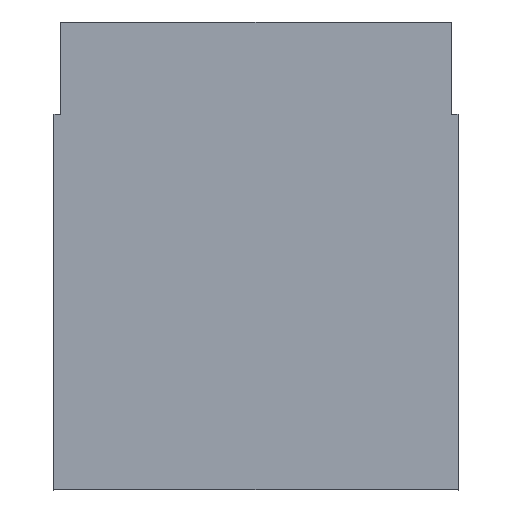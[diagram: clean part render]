
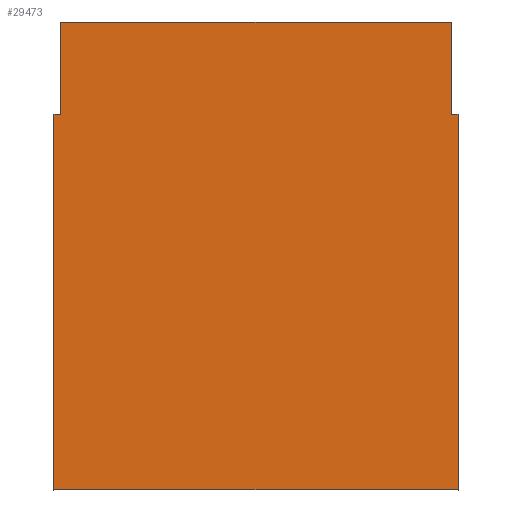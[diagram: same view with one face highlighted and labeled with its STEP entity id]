
A CAD part, top view. The second image highlights one B-rep face of the part: STEP entity #29473.
In plain terms, the highlighted free-form (B-spline) face has degree [1, 1] with [2, 2] control points.
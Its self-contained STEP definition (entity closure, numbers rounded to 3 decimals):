
#1103 = EDGE_CURVE ( 'NONE', #24362, #14276, #21096, .T. ) ;
#1372 = CARTESIAN_POINT ( 'NONE',  ( -7.5, -17.65, 5.7 ) ) ;
#1830 = CARTESIAN_POINT ( 'NONE',  ( 7.55, 0.05, 5.7 ) ) ;
#3895 = EDGE_LOOP ( 'NONE', ( #28114, #8712, #25306, #8788, #22617, #18864, #19768, #10790 ) ) ;
#4421 = EDGE_CURVE ( 'NONE', #24710, #13629, #9719, .T. ) ;
#5908 = CARTESIAN_POINT ( 'NONE',  ( 8.106, -18.106, 5.7 ) ) ;
#6128 = VERTEX_POINT ( 'NONE', #11201 ) ;
#6526 = EDGE_CURVE ( 'NONE', #6653, #13629, #7422, .T. ) ;
#6653 = VERTEX_POINT ( 'NONE', #21471 ) ;
#7422 = B_SPLINE_CURVE_WITH_KNOTS ( 'NONE', 1,
 ( #16353, #15754 ),
 .UNSPECIFIED., .F., .F.,
 ( 2, 2 ),
 ( 0., 1. ),
 .UNSPECIFIED. ) ;
#8712 = ORIENTED_EDGE ( 'NONE', *, *, #22573, .F. ) ;
#8788 = ORIENTED_EDGE ( 'NONE', *, *, #6526, .F. ) ;
#8902 = B_SPLINE_CURVE_WITH_KNOTS ( 'NONE', 1,
 ( #24610, #17651 ),
 .UNSPECIFIED., .F., .F.,
 ( 2, 2 ),
 ( 0., 1. ),
 .UNSPECIFIED. ) ;
#8901 = CARTESIAN_POINT ( 'NONE',  ( -7.806, -18.106, 5.7 ) ) ;
#9719 = B_SPLINE_CURVE_WITH_KNOTS ( 'NONE', 1,
 ( #13685, #11155 ),
 .UNSPECIFIED., .F., .F.,
 ( 2, 2 ),
 ( 0., 1. ),
 .UNSPECIFIED. ) ;
#9763 = CARTESIAN_POINT ( 'NONE',  ( 7.8, -17.65, 5.7 ) ) ;
#10355 = B_SPLINE_CURVE_WITH_KNOTS ( 'NONE', 1,
 ( #16285, #20828 ),
 .UNSPECIFIED., .F., .F.,
 ( 2, 2 ),
 ( 0., 1. ),
 .UNSPECIFIED. ) ;
#10717 = VERTEX_POINT ( 'NONE', #19757 ) ;
#10790 = ORIENTED_EDGE ( 'NONE', *, *, #19879, .T. ) ;
#10822 = B_SPLINE_CURVE_WITH_KNOTS ( 'NONE', 1,
 ( #23025, #25129 ),
 .UNSPECIFIED., .F., .F.,
 ( 2, 2 ),
 ( 0., 1. ),
 .UNSPECIFIED. ) ;
#11155 = CARTESIAN_POINT ( 'NONE',  ( -7.25, 0.05, 5.7 ) ) ;
#11201 = CARTESIAN_POINT ( 'NONE',  ( 7.55, -3.45, 5.7 ) ) ;
#13200 = CARTESIAN_POINT ( 'NONE',  ( 8.106, 0.406, 5.7 ) ) ;
#13629 = VERTEX_POINT ( 'NONE', #13838 ) ;
#13685 = CARTESIAN_POINT ( 'NONE',  ( -7.25, -3.45, 5.7 ) ) ;
#13838 = CARTESIAN_POINT ( 'NONE',  ( -7.25, 0.05, 5.7 ) ) ;
#14153 = CARTESIAN_POINT ( 'NONE',  ( -7.5, -3.45, 5.7 ) ) ;
#14256 = EDGE_CURVE ( 'NONE', #6653, #6128, #20308, .T. ) ;
#14276 = VERTEX_POINT ( 'NONE', #14153 ) ;
#14452 = CARTESIAN_POINT ( 'NONE',  ( -7.5, -17.65, 5.7 ) ) ;
#15754 = CARTESIAN_POINT ( 'NONE',  ( -7.25, 0.05, 5.7 ) ) ;
#16285 = CARTESIAN_POINT ( 'NONE',  ( 7.8, -17.65, 5.7 ) ) ;
#16353 = CARTESIAN_POINT ( 'NONE',  ( 7.55, 0.05, 5.7 ) ) ;
#16848 = FACE_OUTER_BOUND ( 'NONE', #3895, .T. ) ;
#16867 = CARTESIAN_POINT ( 'NONE',  ( -7.5, -3.45, 5.7 ) ) ;
#17651 = CARTESIAN_POINT ( 'NONE',  ( 7.55, -3.45, 5.7 ) ) ;
#18353 = CARTESIAN_POINT ( 'NONE',  ( -7.25, -3.45, 5.7 ) ) ;
#18864 = ORIENTED_EDGE ( 'NONE', *, *, #20498, .F. ) ;
#19365 = CARTESIAN_POINT ( 'NONE',  ( 7.8, -3.45, 5.7 ) ) ;
#19757 = CARTESIAN_POINT ( 'NONE',  ( 7.8, -17.65, 5.7 ) ) ;
#19768 = ORIENTED_EDGE ( 'NONE', *, *, #22676, .T. ) ;
#19822 = CARTESIAN_POINT ( 'NONE',  ( 7.8, -3.45, 5.7 ) ) ;
#19879 = EDGE_CURVE ( 'NONE', #10717, #24362, #10355, .T. ) ;
#20308 = B_SPLINE_CURVE_WITH_KNOTS ( 'NONE', 1,
 ( #1830, #27615 ),
 .UNSPECIFIED., .F., .F.,
 ( 2, 2 ),
 ( 0., 1. ),
 .UNSPECIFIED. ) ;
#20498 = EDGE_CURVE ( 'NONE', #26232, #6128, #8902, .T. ) ;
#20828 = CARTESIAN_POINT ( 'NONE',  ( -7.5, -17.65, 5.7 ) ) ;
#21096 = B_SPLINE_CURVE_WITH_KNOTS ( 'NONE', 1,
 ( #14452, #16867 ),
 .UNSPECIFIED., .F., .F.,
 ( 2, 2 ),
 ( 0.007, 1. ),
 .UNSPECIFIED. ) ;
#21471 = CARTESIAN_POINT ( 'NONE',  ( 7.55, 0.05, 5.7 ) ) ;
#22150 = CARTESIAN_POINT ( 'NONE',  ( -7.806, 0.406, 5.7 ) ) ;
#22573 = EDGE_CURVE ( 'NONE', #24710, #14276, #10822, .T. ) ;
#22617 = ORIENTED_EDGE ( 'NONE', *, *, #14256, .T. ) ;
#22676 = EDGE_CURVE ( 'NONE', #26232, #10717, #27020, .T. ) ;
#23025 = CARTESIAN_POINT ( 'NONE',  ( -7.25, -3.45, 5.7 ) ) ;
#24362 = VERTEX_POINT ( 'NONE', #1372 ) ;
#24610 = CARTESIAN_POINT ( 'NONE',  ( 7.8, -3.45, 5.7 ) ) ;
#24710 = VERTEX_POINT ( 'NONE', #18353 ) ;
#25129 = CARTESIAN_POINT ( 'NONE',  ( -7.5, -3.45, 5.7 ) ) ;
#25306 = ORIENTED_EDGE ( 'NONE', *, *, #4421, .T. ) ;
#26232 = VERTEX_POINT ( 'NONE', #19822 ) ;
#26905 = B_SPLINE_SURFACE_WITH_KNOTS ( 'NONE', 1, 1, ( 
 ( #5908, #13200 ),
 ( #8901, #22150 ) ),
 .UNSPECIFIED., .F., .F., .F.,
 ( 2, 2 ),
 ( 2, 2 ),
 ( -7.956, 7.956 ),
 ( -9.256, 9.256 ),
 .UNSPECIFIED. ) ;
#27020 = B_SPLINE_CURVE_WITH_KNOTS ( 'NONE', 1,
 ( #19365, #9763 ),
 .UNSPECIFIED., .F., .F.,
 ( 2, 2 ),
 ( 0., 0.993 ),
 .UNSPECIFIED. ) ;
#27615 = CARTESIAN_POINT ( 'NONE',  ( 7.55, -3.45, 5.7 ) ) ;
#28114 = ORIENTED_EDGE ( 'NONE', *, *, #1103, .T. ) ;
#29473 = ADVANCED_FACE ( 'NONE', ( #16848 ), #26905, .T. ) ;
